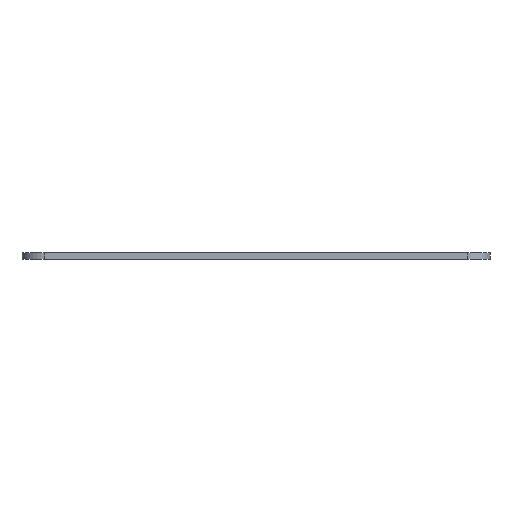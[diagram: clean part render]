
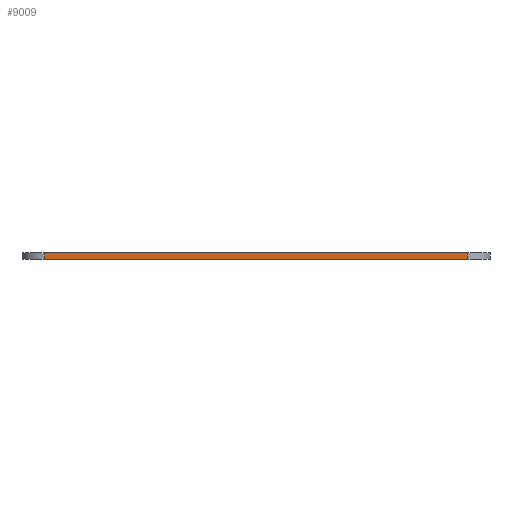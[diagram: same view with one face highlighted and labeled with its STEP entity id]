
A CAD part, left-side view. The second image highlights one B-rep face of the part: STEP entity #9009.
In plain terms, the highlighted planar face has unit normal (-1, 0, 0).
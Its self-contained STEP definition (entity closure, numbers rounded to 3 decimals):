
#751=PLANE('',#9588);
#1004=FACE_OUTER_BOUND('',#1521,.T.);
#1521=EDGE_LOOP('',(#6319,#6320,#6321,#6322));
#2054=LINE('',#11550,#2933);
#2112=LINE('',#11744,#2991);
#2114=LINE('',#11748,#2993);
#2115=LINE('',#11749,#2994);
#2933=VECTOR('',#9925,10.);
#2991=VECTOR('',#10079,10.);
#2993=VECTOR('',#10083,10.);
#2994=VECTOR('',#10084,10.);
#3893=VERTEX_POINT('',#11547);
#3894=VERTEX_POINT('',#11549);
#3982=VERTEX_POINT('',#11742);
#3983=VERTEX_POINT('',#11747);
#4817=EDGE_CURVE('',#3893,#3894,#2054,.T.);
#4914=EDGE_CURVE('',#3982,#3893,#2112,.T.);
#4916=EDGE_CURVE('',#3983,#3982,#2114,.T.);
#4917=EDGE_CURVE('',#3894,#3983,#2115,.T.);
#6319=ORIENTED_EDGE('',*,*,#4914,.F.);
#6320=ORIENTED_EDGE('',*,*,#4916,.F.);
#6321=ORIENTED_EDGE('',*,*,#4917,.F.);
#6322=ORIENTED_EDGE('',*,*,#4817,.F.);
#9009=ADVANCED_FACE('',(#1004),#751,.T.);
#9588=AXIS2_PLACEMENT_3D('',#11746,#10081,#10082);
#9925=DIRECTION('',(0.,1.,0.));
#10079=DIRECTION('',(0.,0.,-1.));
#10081=DIRECTION('center_axis',(-1.,0.,0.));
#10082=DIRECTION('ref_axis',(0.,-1.,0.));
#10083=DIRECTION('',(0.,-1.,0.));
#10084=DIRECTION('',(0.,0.,1.));
#11547=CARTESIAN_POINT('',(-15.025,-65.753,0.));
#11549=CARTESIAN_POINT('',(-15.025,27.807,0.));
#11550=CARTESIAN_POINT('',(-15.025,-70.753,0.));
#11742=CARTESIAN_POINT('',(-15.025,-65.753,1.5));
#11744=CARTESIAN_POINT('',(-15.025,-65.753,0.));
#11746=CARTESIAN_POINT('Origin',(-15.025,32.807,0.));
#11747=CARTESIAN_POINT('',(-15.025,27.807,1.5));
#11748=CARTESIAN_POINT('',(-15.025,-70.753,1.5));
#11749=CARTESIAN_POINT('',(-15.025,27.807,0.));
